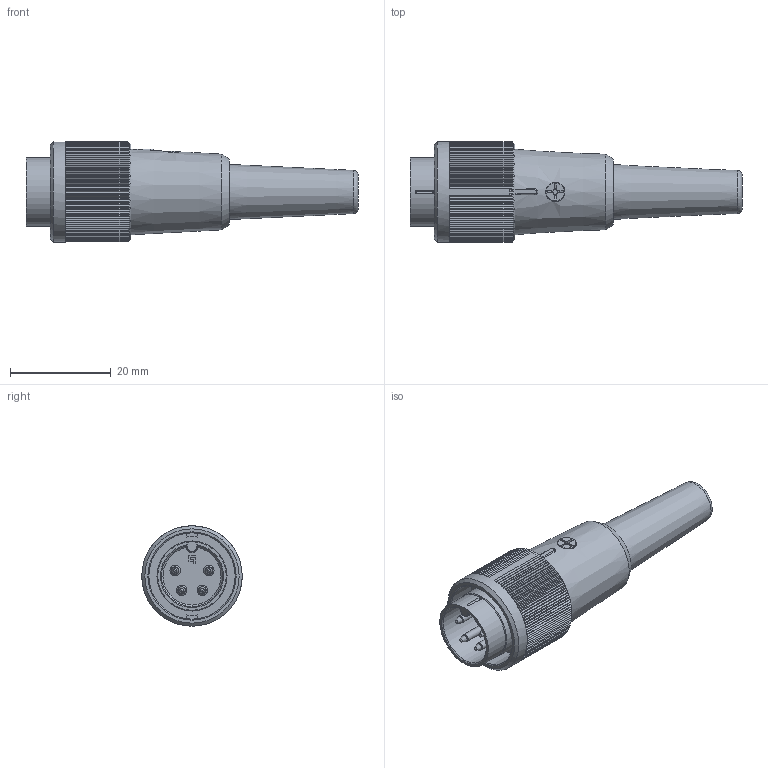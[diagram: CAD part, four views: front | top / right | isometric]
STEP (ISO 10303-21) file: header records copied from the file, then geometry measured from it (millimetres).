
FILE_DESCRIPTION(/* description */ (''),/* implementation_level */ '2;1');
FILE_NAME(/* name */ '99_0609_00_04.step',/* time_stamp */ '2020-04-14T17:26:24+01:00',/* author */ (''),/* organization */ (''),/* preprocessor_version */ 'ST-DEVELOPER v18.1',/* originating_system */ 'Autodesk Translation Framework v9.2.0.1227',/* authorisation */ '');
FILE_SCHEMA (('AUTOMOTIVE_DESIGN { 1 0 10303 214 3 1 1 }'));
Length unit declared in the file: millimetre
Products named in the file (1): 99_0609_00_04
Bounding box: 65.8 x 19.9 x 19.9 mm (x, y, z)
Volume: 9911.7 mm3; surface area: 4741.2 mm2
Topology: 1 solids, 2 shells, 365 faces, 1034 edges, 682 vertices
Faces by surface type: plane 304, cylinder 26, cone 17, bspline 8, sphere 5, torus 5
Full cylindrical faces by diameter (mm): 1 x1, 1.49 x4, 2.3 x1, 13.6 x1, 13.9 x1, 17.1 x1, 19.9 x1
Entity records: 11971 total; most frequent: CARTESIAN_POINT 3140, ORIENTED_EDGE 2060, DIRECTION 1604, EDGE_CURVE 1030, VERTEX_POINT 682, LINE 640, VECTOR 640, AXIS2_PLACEMENT_3D 482
